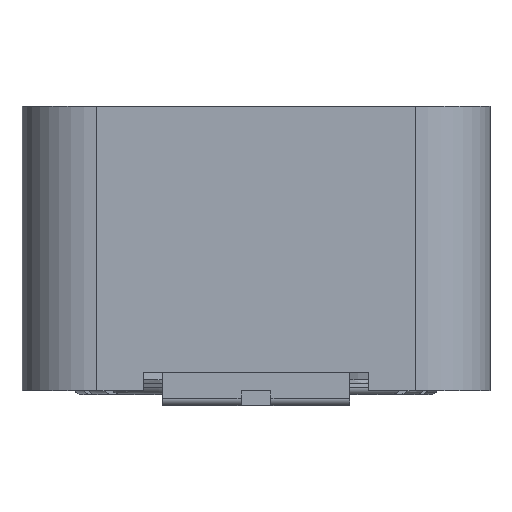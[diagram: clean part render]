
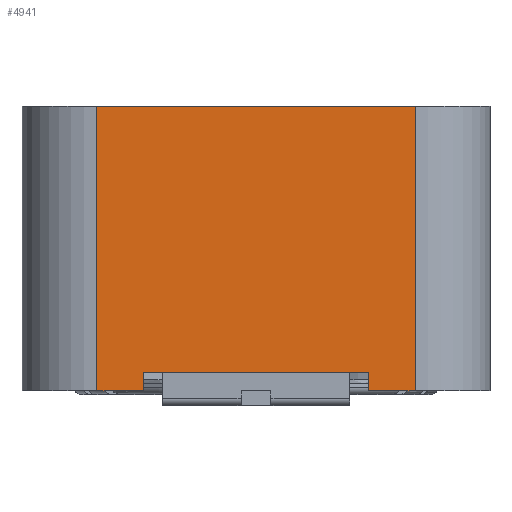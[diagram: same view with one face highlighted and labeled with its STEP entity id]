
A CAD part, left-side view. The second image highlights one B-rep face of the part: STEP entity #4941.
In plain terms, the highlighted planar face has unit normal (-1, 0, 0).
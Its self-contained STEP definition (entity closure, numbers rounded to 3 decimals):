
#201=PLANE('',#5202);
#397=LINE('',#7109,#731);
#400=LINE('',#7122,#734);
#445=LINE('',#7297,#779);
#450=LINE('',#7312,#784);
#455=LINE('',#7321,#789);
#456=LINE('',#7324,#790);
#457=LINE('',#7326,#791);
#458=LINE('',#7327,#792);
#731=VECTOR('',#5708,1000.);
#734=VECTOR('',#5719,1000.);
#779=VECTOR('',#5832,1000.);
#784=VECTOR('',#5845,1000.);
#789=VECTOR('',#5854,1000.);
#790=VECTOR('',#5855,1000.);
#791=VECTOR('',#5856,1000.);
#792=VECTOR('',#5857,1000.);
#1487=ORIENTED_EDGE('',*,*,#2325,.F.);
#1488=ORIENTED_EDGE('',*,*,#2326,.T.);
#1489=ORIENTED_EDGE('',*,*,#2327,.F.);
#1490=ORIENTED_EDGE('',*,*,#2239,.T.);
#1491=ORIENTED_EDGE('',*,*,#2313,.T.);
#1492=ORIENTED_EDGE('',*,*,#2245,.F.);
#1493=ORIENTED_EDGE('',*,*,#2320,.F.);
#1494=ORIENTED_EDGE('',*,*,#2328,.F.);
#2239=EDGE_CURVE('',#2701,#2700,#397,.T.);
#2245=EDGE_CURVE('',#2706,#2703,#400,.T.);
#2313=EDGE_CURVE('',#2700,#2703,#445,.T.);
#2320=EDGE_CURVE('',#2760,#2706,#450,.T.);
#2325=EDGE_CURVE('',#2763,#2764,#455,.T.);
#2326=EDGE_CURVE('',#2763,#2765,#456,.T.);
#2327=EDGE_CURVE('',#2701,#2765,#457,.T.);
#2328=EDGE_CURVE('',#2764,#2760,#458,.T.);
#2700=VERTEX_POINT('',#7108);
#2701=VERTEX_POINT('',#7110);
#2703=VERTEX_POINT('',#7116);
#2706=VERTEX_POINT('',#7121);
#2760=VERTEX_POINT('',#7311);
#2763=VERTEX_POINT('',#7322);
#2764=VERTEX_POINT('',#7323);
#2765=VERTEX_POINT('',#7325);
#3114=EDGE_LOOP('',(#1487,#1488,#1489,#1490,#1491,#1492,#1493,#1494));
#3327=FACE_BOUND('',#3114,.T.);
#4941=ADVANCED_FACE('',(#3327),#201,.F.);
#5202=AXIS2_PLACEMENT_3D('',#7320,#5852,#5853);
#5708=DIRECTION('',(0.,0.,1.));
#5719=DIRECTION('',(0.,0.,1.));
#5832=DIRECTION('',(0.,1.,0.));
#5845=DIRECTION('',(0.,1.,0.));
#5852=DIRECTION('',(1.,0.,0.));
#5853=DIRECTION('',(0.,0.,-1.));
#5854=DIRECTION('',(0.,1.,0.));
#5855=DIRECTION('',(0.,0.,-1.));
#5856=DIRECTION('',(0.,1.,0.));
#5857=DIRECTION('',(0.,0.,-1.));
#7108=CARTESIAN_POINT('',(-6.25,-4.25,3.6));
#7109=CARTESIAN_POINT('',(-6.25,-4.25,-4.));
#7110=CARTESIAN_POINT('',(-6.25,-4.25,-4.));
#7116=CARTESIAN_POINT('',(-6.25,4.25,3.6));
#7121=CARTESIAN_POINT('',(-6.25,4.25,-4.));
#7122=CARTESIAN_POINT('',(-6.25,4.25,-4.));
#7297=CARTESIAN_POINT('',(-6.25,4.25,3.6));
#7311=CARTESIAN_POINT('',(-6.25,3.,-4.));
#7312=CARTESIAN_POINT('',(-6.25,4.25,-4.));
#7320=CARTESIAN_POINT('',(-6.25,4.25,-4.));
#7321=CARTESIAN_POINT('',(-6.25,-3.,-3.5));
#7322=CARTESIAN_POINT('',(-6.25,-3.,-3.5));
#7323=CARTESIAN_POINT('',(-6.25,3.,-3.5));
#7324=CARTESIAN_POINT('',(-6.25,-3.,-3.5));
#7325=CARTESIAN_POINT('',(-6.25,-3.,-4.));
#7326=CARTESIAN_POINT('',(-6.25,4.25,-4.));
#7327=CARTESIAN_POINT('',(-6.25,3.,-3.5));
